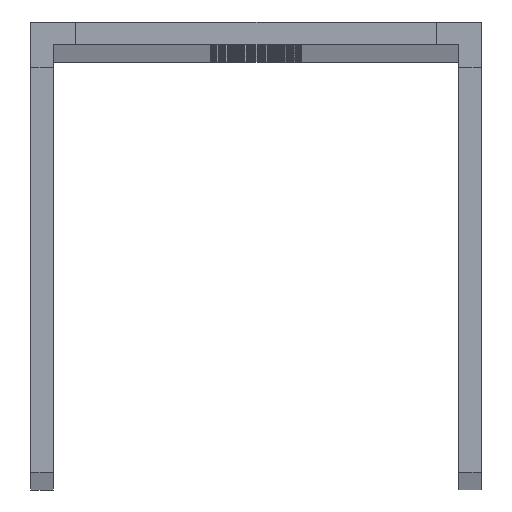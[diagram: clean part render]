
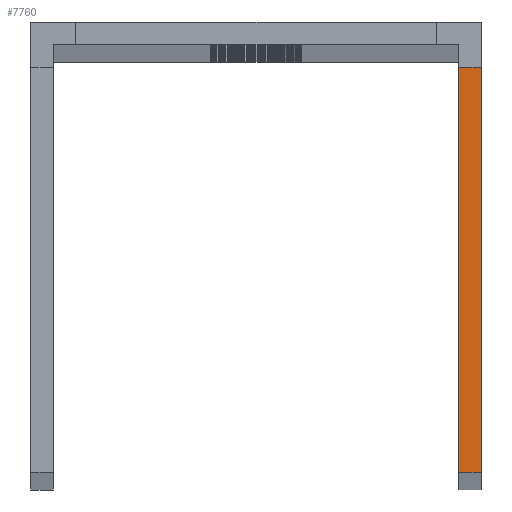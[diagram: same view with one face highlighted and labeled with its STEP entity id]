
A CAD part, top view. The second image highlights one B-rep face of the part: STEP entity #7760.
In plain terms, the highlighted planar face has unit normal (0, 0, 1).
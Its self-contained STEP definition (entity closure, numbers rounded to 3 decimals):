
#1031=FACE_OUTER_BOUND('',#1553,.T.);
#1553=EDGE_LOOP('',(#6834,#6835,#6836,#6837));
#1563=LINE('',#10590,#2283);
#1816=LINE('',#11543,#2536);
#1821=LINE('',#11552,#2541);
#2276=LINE('',#12685,#2996);
#2283=VECTOR('',#8487,10.);
#2536=VECTOR('',#9198,10.);
#2541=VECTOR('',#9205,10.);
#2996=VECTOR('',#10562,10.);
#3002=VERTEX_POINT('',#10586);
#3004=VERTEX_POINT('',#10589);
#3475=VERTEX_POINT('',#11541);
#3478=VERTEX_POINT('',#11550);
#3707=EDGE_CURVE('',#3004,#3002,#1563,.T.);
#4184=EDGE_CURVE('',#3002,#3475,#1816,.T.);
#4189=EDGE_CURVE('',#3475,#3478,#1821,.T.);
#4756=EDGE_CURVE('',#3478,#3004,#2276,.T.);
#6834=ORIENTED_EDGE('',*,*,#4184,.T.);
#6835=ORIENTED_EDGE('',*,*,#4189,.T.);
#6836=ORIENTED_EDGE('',*,*,#4756,.T.);
#6837=ORIENTED_EDGE('',*,*,#3707,.T.);
#7051=PLANE('',#8473);
#7760=ADVANCED_FACE('',(#1031),#7051,.T.);
#8473=AXIS2_PLACEMENT_3D('',#12684,#10560,#10561);
#8487=DIRECTION('',(0.,1.,0.));
#9198=DIRECTION('',(-1.,0.,0.));
#9205=DIRECTION('',(0.,-1.,0.));
#10560=DIRECTION('center_axis',(0.,0.,1.));
#10561=DIRECTION('ref_axis',(1.,0.,0.));
#10562=DIRECTION('',(1.,0.,0.));
#10586=CARTESIAN_POINT('',(50.,45.,1120.));
#10589=CARTESIAN_POINT('',(50.,0.,1120.));
#10590=CARTESIAN_POINT('',(50.,140.407,1120.));
#11541=CARTESIAN_POINT('',(47.5,45.,1120.));
#11543=CARTESIAN_POINT('',(47.906,45.,1120.));
#11550=CARTESIAN_POINT('',(47.5,0.,1120.));
#11552=CARTESIAN_POINT('',(47.5,140.407,1120.));
#12684=CARTESIAN_POINT('Origin',(5.,50.,1120.));
#12685=CARTESIAN_POINT('',(47.5,0.,1120.));
